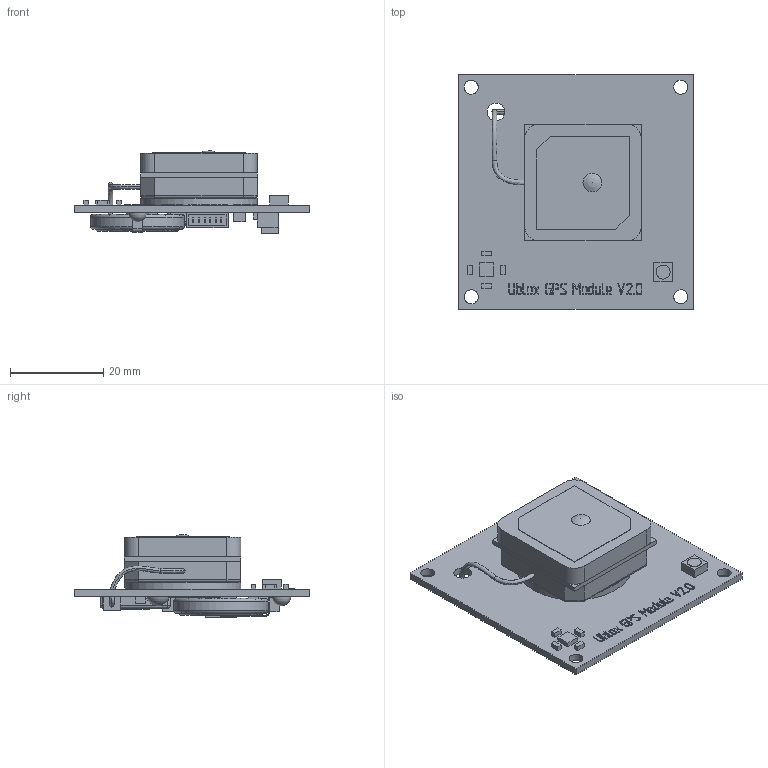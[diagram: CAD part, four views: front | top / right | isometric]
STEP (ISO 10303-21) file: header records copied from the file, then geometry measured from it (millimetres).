
FILE_DESCRIPTION(('THIS FILE CONTAINS SOME STEP INSTANCES'),'1');
FILE_NAME('Ublox GPS Module V2.0 NEO-6M v01.stp','2017-10-03T15:52:11',('UNDEFINED'),('UNDEFINED'),'T-FLEX CAD STEP converter','T-FLEX CAD','');
FILE_SCHEMA(('CONFIG_CONTROL_DESIGN'));
Length unit declared in the file: metre
Products named in the file (120): 砱鋋_4; 砱鋋_17; 砱鋋_7; 砱鋋_23; 砱鋋_28; 砱鋋_31; 砱鋋_29; 砱鋋_30; 砱鋋_3; 砱鋋_5; 砱鋋_11; 砱鋋_14; 砱鋋_13; 砱鋋_18; 砱鋋_6; 砱鋋_12; 砱鋋_10; 砱鋋_15; 砱鋋_16; 砱鋋_25; 砱鋋_21; 砱鋋_22; 砱鋋_40; 砱鋋_27; 砱鋋_19; 砱鋋_20; 砱鋋_33; 砱鋋_32; 砱鋋_24; 砱鋋_34; 砱鋋_35; 砱鋋_42; 砱鋋_41; 砱鋋_26
Bounding box: 50.4 x 50.4 x 17.8 mm (x, y, z)
Volume: 12713.6 mm3; surface area: 16823.7 mm2
Topology: 120 solids, 120 shells, 1808 faces, 4616 edges, 3066 vertices
Faces by surface type: plane 1029, bspline 721, cylinder 44, torus 7, sphere 7
Full cylindrical faces by diameter (mm): 3 x5, 3.8 x1, 18 x2, 20 x2, 20.2 x1, 25 x1
Entity records: 75248 total; most frequent: CARTESIAN_POINT 18752, ORIENTED_EDGE 9218, DIRECTION 5542, EDGE_CURVE 4609, VERTEX_POINT 3066, LINE 3060, VECTOR 3060, STYLED_ITEM 2048
